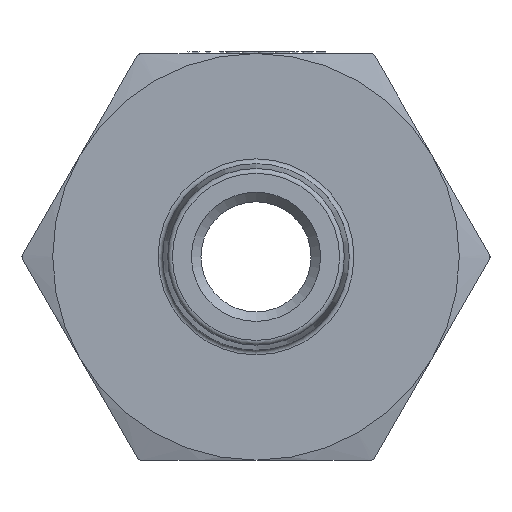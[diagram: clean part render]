
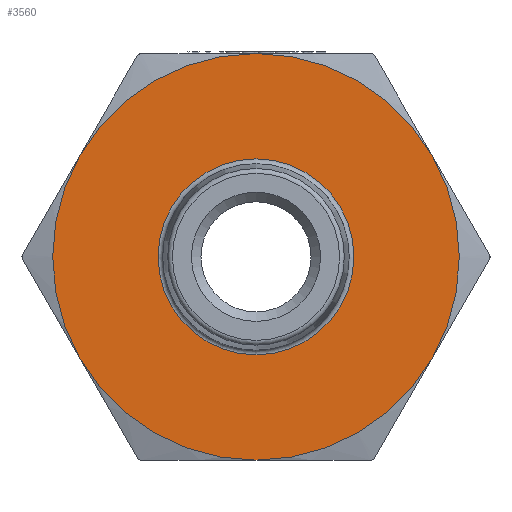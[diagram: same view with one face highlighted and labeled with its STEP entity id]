
A CAD part, left-side view. The second image highlights one B-rep face of the part: STEP entity #3560.
In plain terms, the highlighted planar face has unit normal (-1, 0, 0).
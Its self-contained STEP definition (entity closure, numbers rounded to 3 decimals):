
#71 = AXIS2_PLACEMENT_3D ( 'NONE', #4765, #4766, #4767 ) ;
#185 = AXIS2_PLACEMENT_3D ( 'NONE', #4981, #4982, #4983 ) ;
#306 = AXIS2_PLACEMENT_3D ( 'NONE', #4511, #4512, #4513 ) ;
#688 = CIRCLE ( 'NONE', #2400, 12. ) ;
#2400 = AXIS2_PLACEMENT_3D ( 'NONE', #5732, #5456, #5808 ) ;
#2442 = AXIS2_PLACEMENT_3D ( 'NONE', #2930, #2936, #2859 ) ;
#2507 = AXIS2_PLACEMENT_3D ( 'NONE', #8004, #7883, #7948 ) ;
#2859 = DIRECTION ( 'NONE',  ( 0., 0., 1. ) ) ;
#2930 = CARTESIAN_POINT ( 'NONE',  ( -3.85, 0., 0. ) ) ;
#2936 = DIRECTION ( 'NONE',  ( -1., 0., 0. ) ) ;
#3446 = CARTESIAN_POINT ( 'NONE',  ( -3.85, 0., 0. ) ) ;
#3447 = DIRECTION ( 'NONE',  ( -1., 0., 0. ) ) ;
#3466 = DIRECTION ( 'NONE',  ( 0., 0., 1. ) ) ;
#3560 = ADVANCED_FACE ( 'NONE', ( #10653, #10574 ), #7814, .F. ) ;
#3903 = CIRCLE ( 'NONE', #7493, 12. ) ;
#4041 = CIRCLE ( 'NONE', #306, 5.781 ) ;
#4081 = CIRCLE ( 'NONE', #71, 12. ) ;
#4128 = CIRCLE ( 'NONE', #185, 12. ) ;
#4511 = CARTESIAN_POINT ( 'NONE',  ( -3.85, 0., 0. ) ) ;
#4512 = DIRECTION ( 'NONE',  ( -1., 0., 0. ) ) ;
#4513 = DIRECTION ( 'NONE',  ( 0., 0., -1. ) ) ;
#4765 = CARTESIAN_POINT ( 'NONE',  ( -3.85, 0., 0. ) ) ;
#4766 = DIRECTION ( 'NONE',  ( -1., 0., 0. ) ) ;
#4767 = DIRECTION ( 'NONE',  ( 0., 0., 1. ) ) ;
#4981 = CARTESIAN_POINT ( 'NONE',  ( -3.85, 0., 0. ) ) ;
#4982 = DIRECTION ( 'NONE',  ( -1., 0., 0. ) ) ;
#4983 = DIRECTION ( 'NONE',  ( 0., 0., 1. ) ) ;
#5250 = CARTESIAN_POINT ( 'NONE',  ( -3.85, 0., 0. ) ) ;
#5251 = DIRECTION ( 'NONE',  ( -1., 0., 0. ) ) ;
#5252 = DIRECTION ( 'NONE',  ( 0., 0., 1. ) ) ;
#5387 = CARTESIAN_POINT ( 'NONE',  ( -3.85, 0., -5.781 ) ) ;
#5456 = DIRECTION ( 'NONE',  ( -1., 0., 0. ) ) ;
#5732 = CARTESIAN_POINT ( 'NONE',  ( -3.85, 0., 0. ) ) ;
#5808 = DIRECTION ( 'NONE',  ( 0., 0., 1. ) ) ;
#5820 = VERTEX_POINT ( 'NONE', #5387 ) ;
#5932 = CIRCLE ( 'NONE', #7884, 12. ) ;
#6009 = VERTEX_POINT ( 'NONE', #8627 ) ;
#6062 = ORIENTED_EDGE ( 'NONE', *, *, #12514, .T. ) ;
#6149 = ORIENTED_EDGE ( 'NONE', *, *, #12696, .T. ) ;
#6217 = ORIENTED_EDGE ( 'NONE', *, *, #12650, .F. ) ;
#6558 = VERTEX_POINT ( 'NONE', #10339 ) ;
#6579 = EDGE_LOOP ( 'NONE', ( #6217 ) ) ;
#6703 = VERTEX_POINT ( 'NONE', #10319 ) ;
#6713 = VERTEX_POINT ( 'NONE', #10397 ) ;
#6735 = ORIENTED_EDGE ( 'NONE', *, *, #12789, .T. ) ;
#6741 = ORIENTED_EDGE ( 'NONE', *, *, #12743, .T. ) ;
#7047 = EDGE_LOOP ( 'NONE', ( #7117, #6735, #7343, #6149, #6062, #6741 ) ) ;
#7117 = ORIENTED_EDGE ( 'NONE', *, *, #12270, .T. ) ;
#7142 = VERTEX_POINT ( 'NONE', #11042 ) ;
#7201 = VERTEX_POINT ( 'NONE', #11448 ) ;
#7343 = ORIENTED_EDGE ( 'NONE', *, *, #12357, .T. ) ;
#7493 = AXIS2_PLACEMENT_3D ( 'NONE', #3446, #3447, #3466 ) ;
#7814 = PLANE ( 'NONE',  #2507 ) ;
#7883 = DIRECTION ( 'NONE',  ( 1., 0., 0. ) ) ;
#7884 = AXIS2_PLACEMENT_3D ( 'NONE', #5250, #5251, #5252 ) ;
#7948 = DIRECTION ( 'NONE',  ( 0., 0., -1. ) ) ;
#8004 = CARTESIAN_POINT ( 'NONE',  ( -3.85, 0., 0. ) ) ;
#8627 = CARTESIAN_POINT ( 'NONE',  ( -3.85, 0., -12. ) ) ;
#10075 = CIRCLE ( 'NONE', #2442, 12. ) ;
#10319 = CARTESIAN_POINT ( 'NONE',  ( -3.85, 10.392, 6. ) ) ;
#10339 = CARTESIAN_POINT ( 'NONE',  ( -3.85, 10.392, -6. ) ) ;
#10397 = CARTESIAN_POINT ( 'NONE',  ( -3.85, -10.392, 6. ) ) ;
#10574 = FACE_BOUND ( 'NONE', #6579, .T. ) ;
#10653 = FACE_OUTER_BOUND ( 'NONE', #7047, .T. ) ;
#11042 = CARTESIAN_POINT ( 'NONE',  ( -3.85, -10.392, -6. ) ) ;
#11448 = CARTESIAN_POINT ( 'NONE',  ( -3.85, 0., 12. ) ) ;
#12270 = EDGE_CURVE ( 'NONE', #6009, #7142, #688, .T. ) ;
#12357 = EDGE_CURVE ( 'NONE', #6713, #7201, #10075, .T. ) ;
#12514 = EDGE_CURVE ( 'NONE', #6703, #6558, #3903, .T. ) ;
#12650 = EDGE_CURVE ( 'NONE', #5820, #5820, #4041, .T. ) ;
#12696 = EDGE_CURVE ( 'NONE', #7201, #6703, #4081, .T. ) ;
#12743 = EDGE_CURVE ( 'NONE', #6558, #6009, #4128, .T. ) ;
#12789 = EDGE_CURVE ( 'NONE', #7142, #6713, #5932, .T. ) ;
